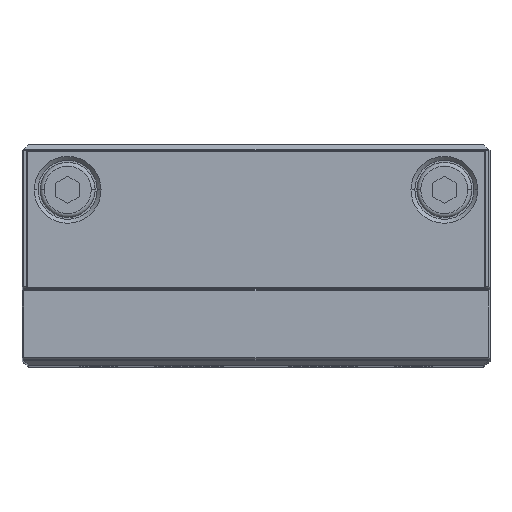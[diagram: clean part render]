
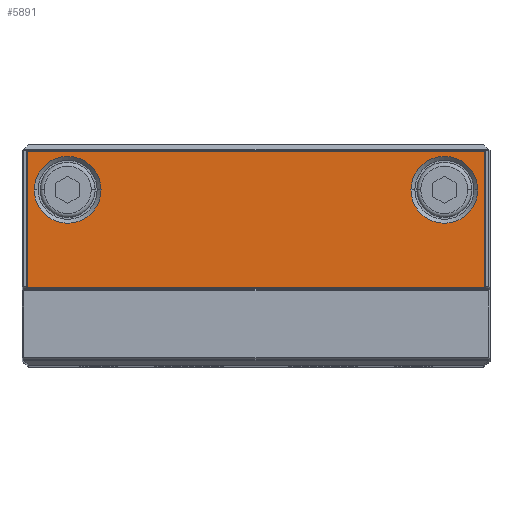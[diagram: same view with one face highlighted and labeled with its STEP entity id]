
A CAD part, top view. The second image highlights one B-rep face of the part: STEP entity #5891.
In plain terms, the highlighted planar face has unit normal (0, 0, 1).
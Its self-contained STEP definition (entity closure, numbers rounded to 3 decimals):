
#4561=FACE_BOUND('',#8548,.T.);
#4562=FACE_BOUND('',#8549,.T.);
#4563=FACE_BOUND('',#8550,.T.);
#4822=PLANE('',#27369);
#5891=ADVANCED_FACE('',(#4561,#4562,#4563),#4822,.T.);
#8548=EDGE_LOOP('',(#14915,#14916,#14917,#14918));
#8549=EDGE_LOOP('',(#14919,#14920));
#8550=EDGE_LOOP('',(#14921,#14922));
#10053=LINE('',#34922,#12434);
#10054=LINE('',#34925,#12435);
#10055=LINE('',#34927,#12436);
#10056=LINE('',#34929,#12437);
#12434=VECTOR('',#29172,1.);
#12435=VECTOR('',#29173,1.);
#12436=VECTOR('',#29174,1.);
#12437=VECTOR('',#29175,1.);
#14915=ORIENTED_EDGE('',*,*,#23541,.T.);
#14916=ORIENTED_EDGE('',*,*,#23542,.T.);
#14917=ORIENTED_EDGE('',*,*,#23543,.T.);
#14918=ORIENTED_EDGE('',*,*,#23544,.T.);
#14919=ORIENTED_EDGE('',*,*,#23467,.T.);
#14920=ORIENTED_EDGE('',*,*,#23540,.T.);
#14921=ORIENTED_EDGE('',*,*,#23471,.T.);
#14922=ORIENTED_EDGE('',*,*,#23539,.T.);
#21351=VERTEX_POINT('',#34768);
#21352=VERTEX_POINT('',#34770);
#21355=VERTEX_POINT('',#34777);
#21356=VERTEX_POINT('',#34779);
#21397=VERTEX_POINT('',#34923);
#21398=VERTEX_POINT('',#34924);
#21399=VERTEX_POINT('',#34926);
#21400=VERTEX_POINT('',#34928);
#23467=EDGE_CURVE('',#21352,#21351,#26757,.T.);
#23471=EDGE_CURVE('',#21356,#21355,#26759,.T.);
#23539=EDGE_CURVE('',#21355,#21356,#26782,.T.);
#23540=EDGE_CURVE('',#21351,#21352,#26783,.T.);
#23541=EDGE_CURVE('',#21397,#21398,#10053,.T.);
#23542=EDGE_CURVE('',#21398,#21399,#10054,.T.);
#23543=EDGE_CURVE('',#21399,#21400,#10055,.T.);
#23544=EDGE_CURVE('',#21400,#21397,#10056,.T.);
#26757=CIRCLE('',#27308,4.25);
#26759=CIRCLE('',#27311,4.25);
#26782=CIRCLE('',#27365,4.25);
#26783=CIRCLE('',#27367,4.25);
#27308=AXIS2_PLACEMENT_3D('',#34769,#29003,#29004);
#27311=AXIS2_PLACEMENT_3D('',#34778,#29011,#29012);
#27365=AXIS2_PLACEMENT_3D('',#34918,#29164,#29165);
#27367=AXIS2_PLACEMENT_3D('',#34920,#29168,#29169);
#27369=AXIS2_PLACEMENT_3D('',#34930,#29176,#29177);
#29003=DIRECTION('',(0.,0.,-1.));
#29004=DIRECTION('',(1.,0.,0.));
#29011=DIRECTION('',(0.,0.,-1.));
#29012=DIRECTION('',(1.,0.,0.));
#29164=DIRECTION('',(0.,0.,-1.));
#29165=DIRECTION('',(1.,0.,0.));
#29168=DIRECTION('',(0.,0.,-1.));
#29169=DIRECTION('',(1.,0.,0.));
#29172=DIRECTION('',(0.,-1.,0.));
#29173=DIRECTION('',(1.,0.,0.));
#29174=DIRECTION('',(0.,1.,0.));
#29175=DIRECTION('',(-1.,0.,0.));
#29176=DIRECTION('',(0.,0.,1.));
#29177=DIRECTION('',(1.,0.,0.));
#34768=CARTESIAN_POINT('',(19.7,22.2,120.5));
#34769=CARTESIAN_POINT('',(23.95,22.2,120.5));
#34770=CARTESIAN_POINT('',(28.2,22.2,120.5));
#34777=CARTESIAN_POINT('',(-28.2,22.2,120.5));
#34778=CARTESIAN_POINT('',(-23.95,22.2,120.5));
#34779=CARTESIAN_POINT('',(-19.7,22.2,120.5));
#34918=CARTESIAN_POINT('',(-23.95,22.2,120.5));
#34920=CARTESIAN_POINT('',(23.95,22.2,120.5));
#34922=CARTESIAN_POINT('',(-29.1,9.7,120.5));
#34923=CARTESIAN_POINT('',(-29.1,27.1,120.5));
#34924=CARTESIAN_POINT('',(-29.1,9.8,120.5));
#34925=CARTESIAN_POINT('',(29.2,9.8,120.5));
#34926=CARTESIAN_POINT('',(29.1,9.8,120.5));
#34927=CARTESIAN_POINT('',(29.1,27.2,120.5));
#34928=CARTESIAN_POINT('',(29.1,27.1,120.5));
#34929=CARTESIAN_POINT('',(-29.2,27.1,120.5));
#34930=CARTESIAN_POINT('',(-29.2,9.7,120.5));
